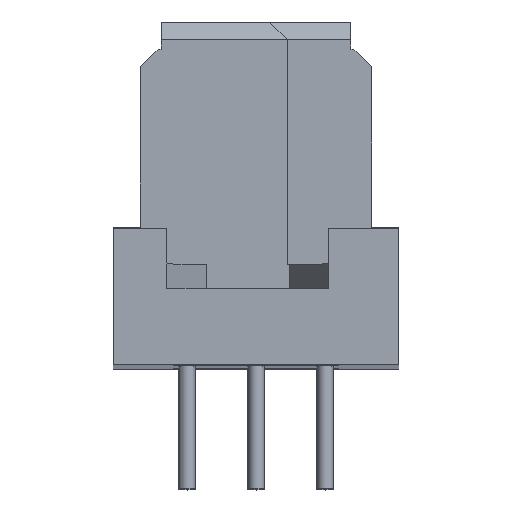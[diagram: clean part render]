
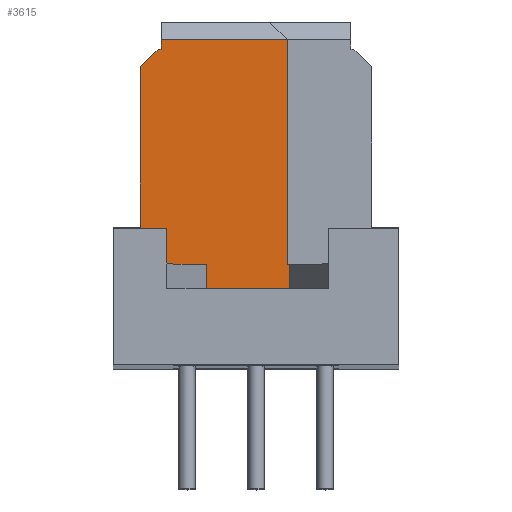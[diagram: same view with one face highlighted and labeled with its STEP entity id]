
A CAD part, top view. The second image highlights one B-rep face of the part: STEP entity #3615.
In plain terms, the highlighted free-form (B-spline) face has degree [1, 1] with [2, 2] control points.
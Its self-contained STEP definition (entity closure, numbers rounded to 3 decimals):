
#2222=CARTESIAN_POINT('V103',(3.418,2.8,
   89.95));
#2223=VERTEX_POINT('V103',#2222);
#2229=CARTESIAN_POINT('V108',(3.418,3.7,
   89.95));
#2230=VERTEX_POINT('V108',#2229);
#2231=CARTESIAN_POINT('E154',(3.418,2.8,
   89.95));
#2232=CARTESIAN_POINT('E154',(3.418,3.7,
   89.95));
#2233=B_SPLINE_CURVE_WITH_KNOTS('E154',1,(#2231,#2232),
   .POLYLINE_FORM.,.F.,.U.,(2,2),(0.0,0.294),
   .UNSPECIFIED.);
#2234=EDGE_CURVE('E154',#2223,#2230,#2233,.T.);
#2249=CARTESIAN_POINT('V78',(1.,3.7,
   89.95));
#2250=VERTEX_POINT('V78',#2249);
#2251=CARTESIAN_POINT('E149',(3.418,3.7,
   89.95));
#2252=CARTESIAN_POINT('E149',(1.,3.7,
   89.95));
#2253=QUASI_UNIFORM_CURVE('E149',1,(#2251,#2252),.POLYLINE_FORM.,.F.,
   .U.);
#2254=EDGE_CURVE('E149',#2230,#2250,#2253,.T.);
#3385=CARTESIAN_POINT('V109',(6.4,3.7,
   89.95));
#3386=VERTEX_POINT('V109',#3385);
#3387=CARTESIAN_POINT('V124',(6.4,11.95,
   89.95));
#3388=VERTEX_POINT('V124',#3387);
#3389=CARTESIAN_POINT('E177',(6.4,3.7,
   89.95));
#3390=CARTESIAN_POINT('E177',(6.4,11.95,
   89.95));
#3391=B_SPLINE_CURVE_WITH_KNOTS('E177',1,(#3389,#3390),
   .POLYLINE_FORM.,.F.,.U.,(2,2),(0.0,0.927),
   .UNSPECIFIED.);
#3392=EDGE_CURVE('E177',#3386,#3388,#3391,.T.);
#3525=CARTESIAN_POINT('V119',(1.76,11.95,
   89.95));
#3526=VERTEX_POINT('V119',#3525);
#3534=CARTESIAN_POINT('V120',(1.76,11.6,
   89.95));
#3535=VERTEX_POINT('V120',#3534);
#3541=CARTESIAN_POINT('E169',(1.76,11.6,
   89.95));
#3542=CARTESIAN_POINT('E169',(1.76,11.95,
   89.95));
#3543=B_SPLINE_CURVE_WITH_KNOTS('E169',1,(#3541,#3542),
   .POLYLINE_FORM.,.F.,.U.,(2,2),(0.0,0.075),
   .UNSPECIFIED.);
#3544=EDGE_CURVE('E169',#3535,#3526,#3543,.T.);
#3555=CARTESIAN_POINT('E176',(1.76,11.95,
   89.95));
#3556=CARTESIAN_POINT('E176',(6.4,11.95,
   89.95));
#3557=B_SPLINE_CURVE_WITH_KNOTS('E176',1,(#3555,#3556),
   .POLYLINE_FORM.,.F.,.U.,(2,2),(2.0,7.048),
   .UNSPECIFIED.);
#3558=EDGE_CURVE('E176',#3526,#3388,#3557,.T.);
#3565=CARTESIAN_POINT('F60',(6.682,-0.1,
   89.95));
#3566=CARTESIAN_POINT('F60',(0.8,-0.1,
   89.95));
#3567=CARTESIAN_POINT('F60',(6.682,12.7,
   89.95));
#3568=CARTESIAN_POINT('F60',(0.8,12.7,
   89.95));
#3569=B_SPLINE_SURFACE_WITH_KNOTS('F60',1,1,((#3565,#3567),(#3566,
   #3568)),.PLANE_SURF.,.F.,.F.,.U.,(2,2),(2,2),(0.0,1.0),(0.0,
   2.176),.UNSPECIFIED.);
#3570=ORIENTED_EDGE('F57',*,*,#3544,.F.);
#3571=CARTESIAN_POINT('V62',(1.65,11.6,
   89.95));
#3572=VERTEX_POINT('V62',#3571);
#3573=CARTESIAN_POINT('E178',(1.65,11.6,
   89.95));
#3574=CARTESIAN_POINT('E178',(1.76,11.6,
   89.95));
#3575=B_SPLINE_CURVE_WITH_KNOTS('E178',1,(#3573,#3574),
   .POLYLINE_FORM.,.F.,.U.,(2,2),(0.0,0.023),
   .UNSPECIFIED.);
#3576=EDGE_CURVE('E178',#3572,#3535,#3575,.T.);
#3577=ORIENTED_EDGE('E178',*,*,#3576,.F.);
#3578=CARTESIAN_POINT('V61',(1.,10.95,
   89.95));
#3579=VERTEX_POINT('V61',#3578);
#3580=CARTESIAN_POINT('E69',(1.0,10.95,
   89.95));
#3581=CARTESIAN_POINT('E69',(1.65,11.6,
   89.95));
#3582=QUASI_UNIFORM_CURVE('E69',1,(#3580,#3581),.POLYLINE_FORM.,.F.,
   .U.);
#3583=EDGE_CURVE('E69',#3579,#3572,#3582,.T.);
#3584=ORIENTED_EDGE('E69',*,*,#3583,.F.);
#3585=CARTESIAN_POINT('E96',(1.,3.7,
   89.95));
#3586=CARTESIAN_POINT('E96',(1.,10.95,
   89.95));
#3587=QUASI_UNIFORM_CURVE('E96',1,(#3585,#3586),.POLYLINE_FORM.,.F.,
   .U.);
#3588=EDGE_CURVE('E96',#2250,#3579,#3587,.T.);
#3589=ORIENTED_EDGE('E96',*,*,#3588,.F.);
#3590=ORIENTED_EDGE('E149',*,*,#2254,.F.);
#3591=ORIENTED_EDGE('E154',*,*,#2234,.F.);
#3592=CARTESIAN_POINT('V102',(6.482,2.8,
   89.95));
#3593=VERTEX_POINT('V102',#3592);
#3594=CARTESIAN_POINT('E140',(6.482,2.8,
   89.95));
#3595=CARTESIAN_POINT('E140',(3.418,2.8,
   89.95));
#3596=QUASI_UNIFORM_CURVE('E140',1,(#3594,#3595),.POLYLINE_FORM.,.F.,
   .U.);
#3597=EDGE_CURVE('E140',#3593,#2223,#3596,.T.);
#3598=ORIENTED_EDGE('E140',*,*,#3597,.F.);
#3599=CARTESIAN_POINT('V101',(6.482,3.7,
   89.95));
#3600=VERTEX_POINT('V101',#3599);
#3601=CARTESIAN_POINT('E134',(6.482,3.7,
   89.95));
#3602=CARTESIAN_POINT('E134',(6.482,2.8,
   89.95));
#3603=B_SPLINE_CURVE_WITH_KNOTS('E134',1,(#3601,#3602),
   .POLYLINE_FORM.,.F.,.U.,(2,2),(0.0,0.312),
   .UNSPECIFIED.);
#3604=EDGE_CURVE('E134',#3600,#3593,#3603,.T.);
#3605=ORIENTED_EDGE('E134',*,*,#3604,.F.);
#3606=CARTESIAN_POINT('E150',(6.4,3.7,
   89.95));
#3607=CARTESIAN_POINT('E150',(6.482,3.7,
   89.95));
#3608=B_SPLINE_CURVE_WITH_KNOTS('E150',1,(#3606,#3607),
   .POLYLINE_FORM.,.F.,.U.,(2,2),(0.973,1.0),
   .UNSPECIFIED.);
#3609=EDGE_CURVE('E150',#3386,#3600,#3608,.T.);
#3610=ORIENTED_EDGE('E150',*,*,#3609,.F.);
#3611=ORIENTED_EDGE('E177',*,*,#3392,.T.);
#3612=ORIENTED_EDGE('E176',*,*,#3558,.F.);
#3613=EDGE_LOOP('F60',(#3570,#3577,#3584,#3589,#3590,#3591,#3598,
   #3605,#3610,#3611,#3612));
#3614=FACE_OUTER_BOUND('F60',#3613,.T.);
#3615=ADVANCED_FACE('F60',(#3614),#3569,.F.);
